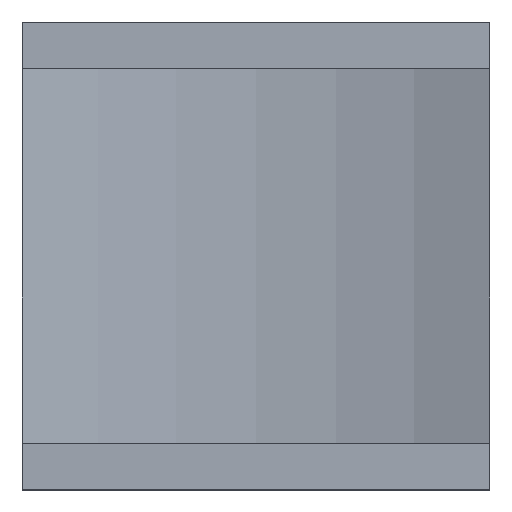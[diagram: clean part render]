
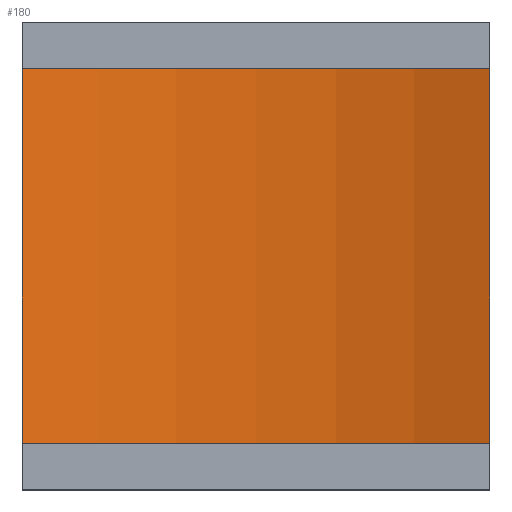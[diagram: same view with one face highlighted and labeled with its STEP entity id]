
A CAD part, top view. The second image highlights one B-rep face of the part: STEP entity #180.
In plain terms, the highlighted cylindrical face has radius 34.284 mm (diameter 68.568 mm), a partial arc.
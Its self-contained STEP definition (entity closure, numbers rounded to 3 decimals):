
#15=CYLINDRICAL_SURFACE('',#211,34.284);
#17=FACE_OUTER_BOUND('',#27,.T.);
#27=EDGE_LOOP('',(#126,#127,#128,#129));
#36=CIRCLE('',#210,34.284);
#37=CIRCLE('',#212,34.284);
#41=LINE('',#281,#63);
#42=LINE('',#284,#64);
#63=VECTOR('',#232,10.);
#64=VECTOR('',#235,10.);
#82=VERTEX_POINT('',#271);
#84=VERTEX_POINT('',#274);
#86=VERTEX_POINT('',#280);
#87=VERTEX_POINT('',#282);
#99=EDGE_CURVE('',#84,#82,#36,.T.);
#102=EDGE_CURVE('',#86,#82,#41,.T.);
#103=EDGE_CURVE('',#86,#87,#37,.T.);
#104=EDGE_CURVE('',#84,#87,#42,.T.);
#126=ORIENTED_EDGE('',*,*,#102,.F.);
#127=ORIENTED_EDGE('',*,*,#103,.T.);
#128=ORIENTED_EDGE('',*,*,#104,.F.);
#129=ORIENTED_EDGE('',*,*,#99,.T.);
#180=ADVANCED_FACE('',(#17),#15,.F.);
#210=AXIS2_PLACEMENT_3D('',#275,#226,#227);
#211=AXIS2_PLACEMENT_3D('',#279,#230,#231);
#212=AXIS2_PLACEMENT_3D('',#283,#233,#234);
#226=DIRECTION('center_axis',(0.,1.,0.));
#227=DIRECTION('ref_axis',(1.,0.,0.));
#230=DIRECTION('center_axis',(0.,-1.,0.));
#231=DIRECTION('ref_axis',(1.,0.,0.));
#232=DIRECTION('',(0.,1.,0.));
#233=DIRECTION('center_axis',(0.,-1.,0.));
#234=DIRECTION('ref_axis',(1.,0.,0.));
#235=DIRECTION('',(0.,-1.,0.));
#271=CARTESIAN_POINT('',(-12.5,10.,3.41));
#274=CARTESIAN_POINT('',(12.5,10.,3.41));
#275=CARTESIAN_POINT('Origin',(0.,10.,35.334));
#279=CARTESIAN_POINT('Origin',(0.,10.,35.334));
#280=CARTESIAN_POINT('',(-12.5,-10.,3.41));
#281=CARTESIAN_POINT('',(-12.5,10.,3.41));
#282=CARTESIAN_POINT('',(12.5,-10.,3.41));
#283=CARTESIAN_POINT('Origin',(0.,-10.,35.334));
#284=CARTESIAN_POINT('',(12.5,10.,3.41));
